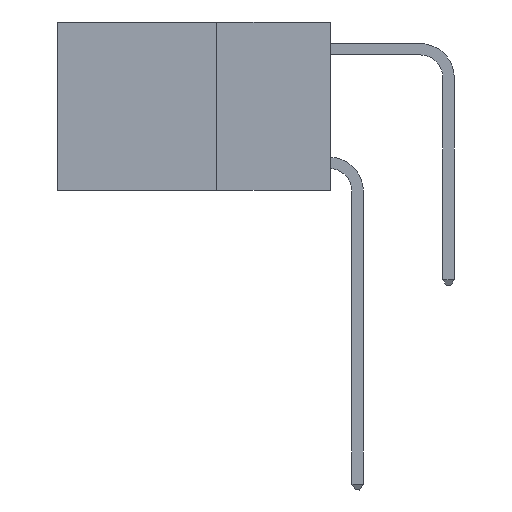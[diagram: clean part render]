
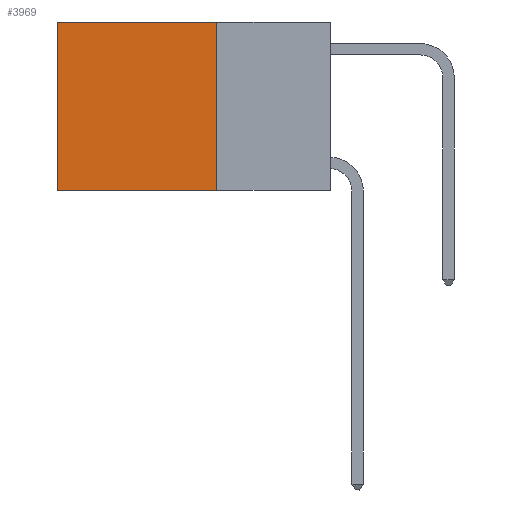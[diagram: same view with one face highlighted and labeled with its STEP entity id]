
A CAD part, left-side view. The second image highlights one B-rep face of the part: STEP entity #3969.
In plain terms, the highlighted planar face has unit normal (-1, 0, 0).
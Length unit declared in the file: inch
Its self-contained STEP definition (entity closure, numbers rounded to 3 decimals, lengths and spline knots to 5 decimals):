
#37 = VERTEX_POINT ( 'NONE', #11124 ) ;
#104 = CARTESIAN_POINT ( 'NONE',  ( 0.2625, 0.25, 0. ) ) ;
#1237 = DIRECTION ( 'NONE',  ( 0., 0., -1. ) ) ;
#1858 = VECTOR ( 'NONE', #3234, 39.37008 ) ;
#1966 = ORIENTED_EDGE ( 'NONE', *, *, #10277, .T. ) ;
#2650 = VERTEX_POINT ( 'NONE', #9541 ) ;
#3234 = DIRECTION ( 'NONE',  ( 0., 0., -1. ) ) ;
#3670 = DIRECTION ( 'NONE',  ( 0., 1., 0. ) ) ;
#3765 = EDGE_LOOP ( 'NONE', ( #3833, #6343, #8326, #1966 ) ) ;
#3833 = ORIENTED_EDGE ( 'NONE', *, *, #5719, .T. ) ;
#3969 = ADVANCED_FACE ( 'NONE', ( #9088 ), #11878, .F. ) ;
#4111 = CARTESIAN_POINT ( 'NONE',  ( 0.2625, 0.25, 0. ) ) ;
#4185 = EDGE_CURVE ( 'NONE', #4404, #2650, #6432, .T. ) ;
#4404 = VERTEX_POINT ( 'NONE', #10375 ) ;
#5220 = EDGE_CURVE ( 'NONE', #37, #4404, #9717, .T. ) ;
#5288 = DIRECTION ( 'NONE',  ( 0., 0., -1. ) ) ;
#5719 = EDGE_CURVE ( 'NONE', #9385, #2650, #9699, .T. ) ;
#6343 = ORIENTED_EDGE ( 'NONE', *, *, #4185, .F. ) ;
#6413 = CARTESIAN_POINT ( 'NONE',  ( 0.2625, 0.6, 0. ) ) ;
#6432 = LINE ( 'NONE', #11111, #9915 ) ;
#7657 = DIRECTION ( 'NONE',  ( 1., 0., 0. ) ) ;
#8326 = ORIENTED_EDGE ( 'NONE', *, *, #5220, .F. ) ;
#8385 = DIRECTION ( 'NONE',  ( 0., 1., 0. ) ) ;
#9088 = FACE_OUTER_BOUND ( 'NONE', #3765, .T. ) ;
#9123 = VECTOR ( 'NONE', #8385, 39.37008 ) ;
#9385 = VERTEX_POINT ( 'NONE', #6413 ) ;
#9460 = LINE ( 'NONE', #4111, #9123 ) ;
#9541 = CARTESIAN_POINT ( 'NONE',  ( 0.2625, 0.6, -0.37 ) ) ;
#9601 = CARTESIAN_POINT ( 'NONE',  ( 0.2625, 0.25, 0. ) ) ;
#9699 = LINE ( 'NONE', #11648, #12835 ) ;
#9717 = LINE ( 'NONE', #9601, #1858 ) ;
#9915 = VECTOR ( 'NONE', #3670, 39.37008 ) ;
#10277 = EDGE_CURVE ( 'NONE', #37, #9385, #9460, .T. ) ;
#10375 = CARTESIAN_POINT ( 'NONE',  ( 0.2625, 0.25, -0.37 ) ) ;
#11111 = CARTESIAN_POINT ( 'NONE',  ( 0.2625, 0.25, -0.37 ) ) ;
#11124 = CARTESIAN_POINT ( 'NONE',  ( 0.2625, 0.25, 0. ) ) ;
#11272 = AXIS2_PLACEMENT_3D ( 'NONE', #104, #7657, #1237 ) ;
#11648 = CARTESIAN_POINT ( 'NONE',  ( 0.2625, 0.6, 0. ) ) ;
#11878 = PLANE ( 'NONE',  #11272 ) ;
#12835 = VECTOR ( 'NONE', #5288, 39.37008 ) ;
